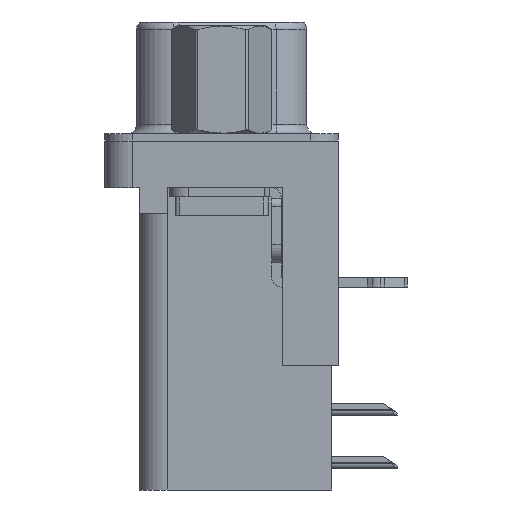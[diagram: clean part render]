
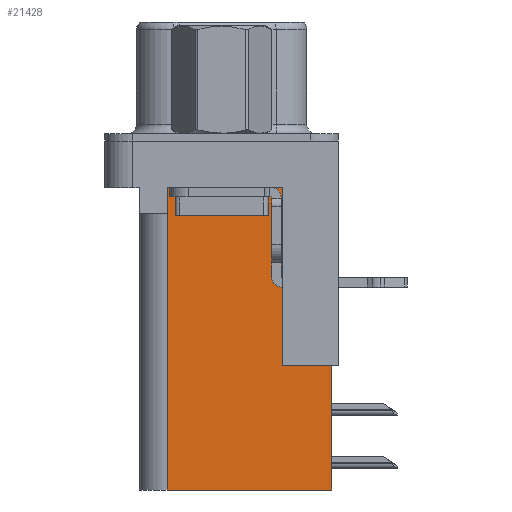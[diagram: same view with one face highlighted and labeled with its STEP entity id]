
A CAD part, left-side view. The second image highlights one B-rep face of the part: STEP entity #21428.
In plain terms, the highlighted planar face has unit normal (-1, 0, 0).
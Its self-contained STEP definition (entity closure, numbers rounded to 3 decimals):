
#75 = EDGE_CURVE ( 'NONE', #30056, #6769, #25839, .T. ) ;
#205 = CARTESIAN_POINT ( 'NONE',  ( 3.79, 2.895, -2.5 ) ) ;
#1159 = EDGE_LOOP ( 'NONE', ( #16360, #31557, #8758, #17944, #32113, #15243, #3630, #24655 ) ) ;
#2352 = CARTESIAN_POINT ( 'NONE',  ( 3.79, 2.925, -18.76 ) ) ;
#2552 = EDGE_CURVE ( 'NONE', #6769, #17936, #2866, .T. ) ;
#2568 = VECTOR ( 'NONE', #18612, 1000. ) ;
#2669 = CARTESIAN_POINT ( 'NONE',  ( 3.79, 2.925, -18.76 ) ) ;
#2866 = LINE ( 'NONE', #28568, #2568 ) ;
#3630 = ORIENTED_EDGE ( 'NONE', *, *, #8920, .T. ) ;
#4258 = LINE ( 'NONE', #2352, #4384 ) ;
#4384 = VECTOR ( 'NONE', #17538, 1000. ) ;
#5527 = EDGE_CURVE ( 'NONE', #18759, #28475, #4258, .T. ) ;
#5863 = EDGE_CURVE ( 'NONE', #17936, #28475, #32264, .T. ) ;
#6769 = VERTEX_POINT ( 'NONE', #205 ) ;
#7076 = LINE ( 'NONE', #23076, #7145 ) ;
#7078 = AXIS2_PLACEMENT_3D ( 'NONE', #13311, #30745, #15798 ) ;
#7145 = VECTOR ( 'NONE', #17915, 1000. ) ;
#7155 = CARTESIAN_POINT ( 'NONE',  ( 3.79, 2.925, -3.9 ) ) ;
#7546 = FACE_OUTER_BOUND ( 'NONE', #1159, .T. ) ;
#7637 = CARTESIAN_POINT ( 'NONE',  ( 3.79, 2.895, -3.9 ) ) ;
#7722 = DIRECTION ( 'NONE',  ( 0., 0., -1. ) ) ;
#7885 = EDGE_CURVE ( 'NONE', #10719, #18759, #18700, .T. ) ;
#8340 = EDGE_CURVE ( 'NONE', #9475, #10719, #15424, .T. ) ;
#8758 = ORIENTED_EDGE ( 'NONE', *, *, #5863, .T. ) ;
#8920 = EDGE_CURVE ( 'NONE', #9475, #30790, #12629, .T. ) ;
#9475 = VERTEX_POINT ( 'NONE', #16322 ) ;
#10042 = EDGE_CURVE ( 'NONE', #30790, #30056, #7076, .T. ) ;
#10719 = VERTEX_POINT ( 'NONE', #15880 ) ;
#11403 = DIRECTION ( 'NONE',  ( 0., 1., 0. ) ) ;
#12522 = VECTOR ( 'NONE', #29638, 1000. ) ;
#12629 = LINE ( 'NONE', #29539, #12522 ) ;
#13311 = CARTESIAN_POINT ( 'NONE',  ( 3.79, -3.295, -18.76 ) ) ;
#13516 = CARTESIAN_POINT ( 'NONE',  ( 3.79, -3.295, -18.76 ) ) ;
#14132 = DIRECTION ( 'NONE',  ( 0., 1., 0. ) ) ;
#15243 = ORIENTED_EDGE ( 'NONE', *, *, #8340, .F. ) ;
#15415 = VECTOR ( 'NONE', #7722, 1000. ) ;
#15424 = LINE ( 'NONE', #25365, #15415 ) ;
#15798 = DIRECTION ( 'NONE',  ( 0., 1., 0. ) ) ;
#15880 = CARTESIAN_POINT ( 'NONE',  ( 3.79, -5.925, -18.76 ) ) ;
#16011 = DIRECTION ( 'NONE',  ( 0., 1., 0. ) ) ;
#16093 = CARTESIAN_POINT ( 'NONE',  ( 3.79, -3.295, -12.05 ) ) ;
#16322 = CARTESIAN_POINT ( 'NONE',  ( 3.79, -5.925, -12.05 ) ) ;
#16360 = ORIENTED_EDGE ( 'NONE', *, *, #75, .T. ) ;
#17538 = DIRECTION ( 'NONE',  ( 0., 0., 1. ) ) ;
#17915 = DIRECTION ( 'NONE',  ( 0., 0., 1. ) ) ;
#17936 = VERTEX_POINT ( 'NONE', #7637 ) ;
#17944 = ORIENTED_EDGE ( 'NONE', *, *, #5527, .F. ) ;
#18579 = VECTOR ( 'NONE', #16011, 1000. ) ;
#18612 = DIRECTION ( 'NONE',  ( 0., 0., -1. ) ) ;
#18700 = LINE ( 'NONE', #13516, #18579 ) ;
#18759 = VERTEX_POINT ( 'NONE', #2669 ) ;
#20466 = CARTESIAN_POINT ( 'NONE',  ( 3.79, -3.295, -2.5 ) ) ;
#21428 = ADVANCED_FACE ( 'NONE', ( #7546 ), #23282, .F. ) ;
#23076 = CARTESIAN_POINT ( 'NONE',  ( 3.79, -3.295, -18.76 ) ) ;
#23282 = PLANE ( 'NONE',  #7078 ) ;
#24655 = ORIENTED_EDGE ( 'NONE', *, *, #10042, .T. ) ;
#25365 = CARTESIAN_POINT ( 'NONE',  ( 3.79, -5.925, -2. ) ) ;
#25729 = VECTOR ( 'NONE', #14132, 1000. ) ;
#25819 = CARTESIAN_POINT ( 'NONE',  ( 3.79, -3.295, -2.5 ) ) ;
#25839 = LINE ( 'NONE', #20466, #25729 ) ;
#26469 = CARTESIAN_POINT ( 'NONE',  ( 3.79, 0., -3.9 ) ) ;
#28475 = VERTEX_POINT ( 'NONE', #7155 ) ;
#28568 = CARTESIAN_POINT ( 'NONE',  ( 3.79, 2.895, -3.9 ) ) ;
#29539 = CARTESIAN_POINT ( 'NONE',  ( 3.79, -6.295, -12.05 ) ) ;
#29638 = DIRECTION ( 'NONE',  ( 0., 1., 0. ) ) ;
#30056 = VERTEX_POINT ( 'NONE', #25819 ) ;
#30745 = DIRECTION ( 'NONE',  ( 1., 0., 0. ) ) ;
#30790 = VERTEX_POINT ( 'NONE', #16093 ) ;
#31557 = ORIENTED_EDGE ( 'NONE', *, *, #2552, .T. ) ;
#32113 = ORIENTED_EDGE ( 'NONE', *, *, #7885, .F. ) ;
#32244 = VECTOR ( 'NONE', #11403, 1000. ) ;
#32264 = LINE ( 'NONE', #26469, #32244 ) ;
